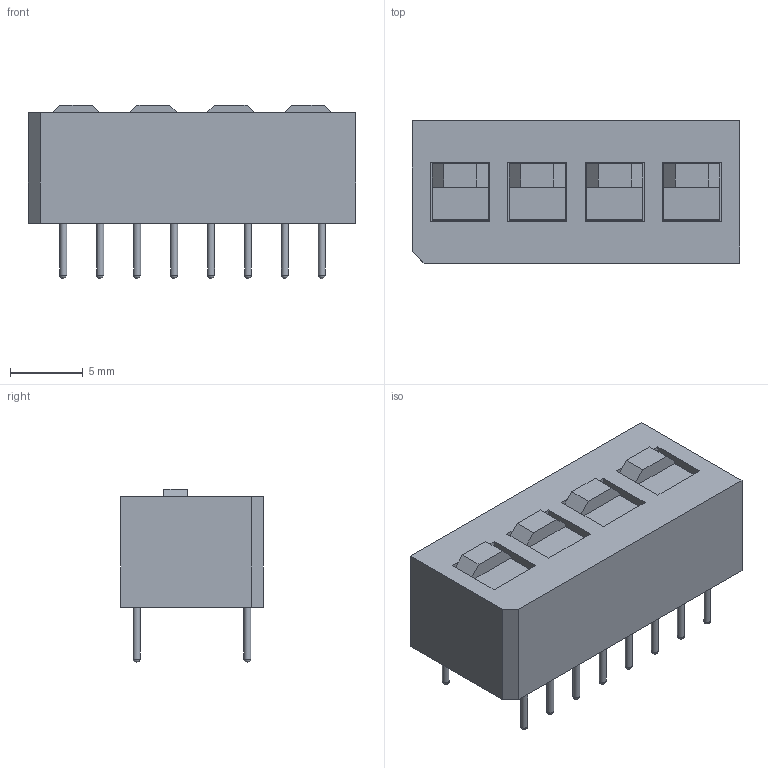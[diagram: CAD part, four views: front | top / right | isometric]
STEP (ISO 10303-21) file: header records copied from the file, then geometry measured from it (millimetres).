
FILE_DESCRIPTION(/* description */ ('STEP AP242','CAx-IF Rec.Pracs.---Representation and Presentation of Product Manufacturing Information (PMI)---4.0---2014-10-13','CAx-IF Rec.Pracs.---3D Tessellated Geometry---0.4---2014-09-14','2;1'),/* implementation_level */ '2;1');
FILE_NAME(/* name */ '621a7d08873721518c464131',/* time_stamp */ '2022-02-26T19:18:32+00:00',/* author */ (''),/* organization */ (''),/* preprocessor_version */ 'ST-DEVELOPER v18.101',/* originating_system */ ' ',/* authorisation */ ' ');
FILE_SCHEMA (('AP242_MANAGED_MODEL_BASED_3D_ENGINEERING_MIM_LF { 1 0 10303 442 1 1 4 }'));
Length unit declared in the file: metre
Products named in the file (5): Part 5; Part 4; Part 3; Part 2; Part 1
Bounding box: 22.5 x 9.78 x 11.91 mm (x, y, z)
Volume: 1665.2 mm3; surface area: 1263.2 mm2
Topology: 5 solids, 5 shells, 99 faces, 256 edges, 171 vertices
Faces by surface type: plane 67, sphere 16, cylinder 16
Full cylindrical faces by diameter (mm): 0.48 x16
Entity records: 2881 total; most frequent: CARTESIAN_POINT 433, DIRECTION 431, ORIENTED_EDGE 382, EDGE_CURVE 191, LINE 159, VECTOR 159, VERTEX_POINT 138, AXIS2_PLACEMENT_3D 136
